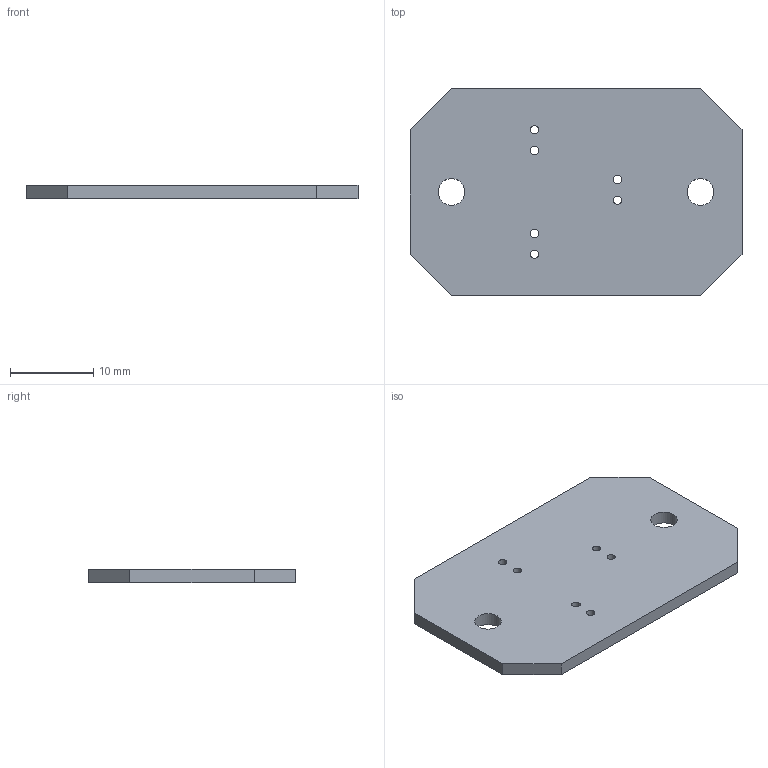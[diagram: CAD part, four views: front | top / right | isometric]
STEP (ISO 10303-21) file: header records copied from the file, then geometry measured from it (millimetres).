
FILE_DESCRIPTION(('KiCad electronic assembly'),'2;1');
FILE_NAME('Voron Fan PCB.step','2022-09-14T09:08:56',('Pcbnew'),('Kicad' ),'Open CASCADE STEP processor 7.6','KiCad to STEP converter', 'Unknown');
FILE_SCHEMA(('AUTOMOTIVE_DESIGN { 1 0 10303 214 1 1 1 1 }'));
Length unit declared in the file: millimetre
Products named in the file (2): Voron Fan PCB 1; Voron Fan PCB PCB
Assembly tree (1 placements, depth 2):
  Voron Fan PCB 1
    Voron Fan PCB PCB
Bounding box: 40 x 25 x 1.6 mm (x, y, z)
Volume: 1486.7 mm3; surface area: 2110 mm2
Topology: 1 solids, 1 shells, 18 faces, 48 edges, 32 vertices
Faces by surface type: plane 10, cylinder 8
Full cylindrical faces by diameter (mm): 1 x6, 3.2 x2
Entity records: 1271 total; most frequent: DIRECTION 200, CARTESIAN_POINT 196, LINE 112, VECTOR 112, ORIENTED_EDGE 96, PCURVE 96, DEFINITIONAL_REPRESENTATION 96, EDGE_CURVE 48
